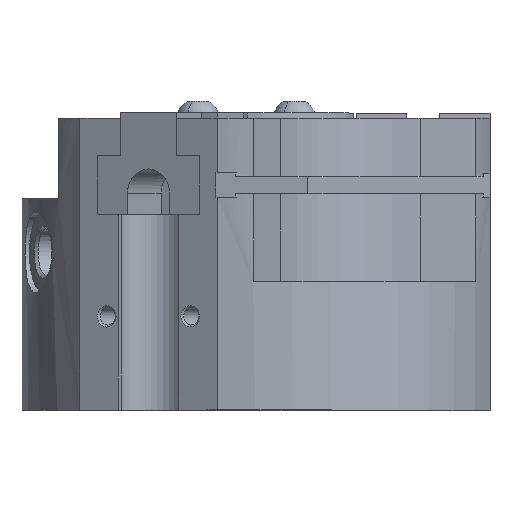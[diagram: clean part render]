
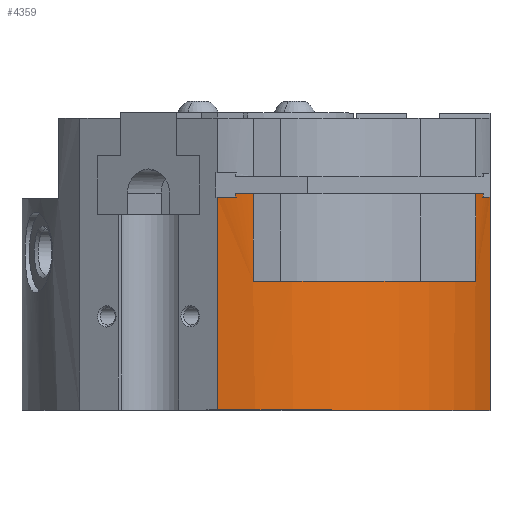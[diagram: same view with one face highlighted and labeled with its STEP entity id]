
A CAD part, top view. The second image highlights one B-rep face of the part: STEP entity #4359.
In plain terms, the highlighted cylindrical face has radius 45 mm (diameter 90 mm), a partial arc.
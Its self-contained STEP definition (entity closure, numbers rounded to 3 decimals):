
#1861 = EDGE_CURVE( '', #1997, #2495, #5278, .T. );
#1909 = EDGE_CURVE( '', #2831, #2701, #5332, .T. );
#1997 = VERTEX_POINT( '', #5430 );
#2213 = EDGE_CURVE( '', #4175, #3487, #5662, .T. );
#2481 = EDGE_CURVE( '', #2917, #4175, #5954, .T. );
#2495 = VERTEX_POINT( '', #5969 );
#2557 = VERTEX_POINT( '', #6039 );
#2701 = VERTEX_POINT( '', #6202 );
#2831 = VERTEX_POINT( '', #6348 );
#2917 = VERTEX_POINT( '', #6438 );
#2965 = VERTEX_POINT( '', #6494 );
#3041 = EDGE_CURVE( '', #3513, #3433, #6575, .T. );
#3309 = EDGE_CURVE( '', #4861, #2495, #6882, .T. );
#3335 = EDGE_CURVE( '', #2701, #2557, #6914, .T. );
#3433 = VERTEX_POINT( '', #7025 );
#3487 = VERTEX_POINT( '', #7084 );
#3513 = VERTEX_POINT( '', #7114 );
#3609 = EDGE_CURVE( '', #3487, #4861, #7216, .T. );
#3925 = EDGE_CURVE( '', #1997, #2965, #7573, .T. );
#4023 = EDGE_CURVE( '', #2965, #2831, #7675, .T. );
#4143 = EDGE_CURVE( '', #3433, #2917, #7807, .T. );
#4175 = VERTEX_POINT( '', #7843 );
#4359 = ADVANCED_FACE( '', ( #8042 ), #8043, .T. );
#4861 = VERTEX_POINT( '', #8611 );
#5041 = EDGE_CURVE( '', #2557, #3513, #8807, .T. );
#5278 = LINE( '', #9132, #9133 );
#5332 = CIRCLE( '', #9211, 45. );
#5430 = CARTESIAN_POINT( '', ( -8.441, 0., 44.201 ) );
#5662 = CIRCLE( '', #9876, 45. );
#5954 = LINE( '', #10382, #10383 );
#5969 = CARTESIAN_POINT( '', ( -8.441, 39.75, 44.201 ) );
#6039 = CARTESIAN_POINT( '', ( 41.243, 40.4, 18. ) );
#6202 = CARTESIAN_POINT( '', ( 41.243, 39.75, 18. ) );
#6348 = CARTESIAN_POINT( '', ( 42.5, 39.75, 14.79 ) );
#6438 = CARTESIAN_POINT( '', ( -1.713, 24., 44.967 ) );
#6494 = CARTESIAN_POINT( '', ( 42.5, 0., 14.79 ) );
#6575 = LINE( '', #11426, #11427 );
#6882 = CIRCLE( '', #11922, 45. );
#6914 = LINE( '', #12024, #12025 );
#7025 = CARTESIAN_POINT( '', ( 39.799, 24., 21. ) );
#7084 = CARTESIAN_POINT( '', ( -5.033, 40.4, 44.718 ) );
#7114 = CARTESIAN_POINT( '', ( 39.799, 40.4, 21. ) );
#7216 = LINE( '', #12469, #12470 );
#7573 = CIRCLE( '', #13118, 45. );
#7675 = LINE( '', #13287, #13288 );
#7807 = CIRCLE( '', #13458, 45. );
#7843 = CARTESIAN_POINT( '', ( -1.713, 40.4, 44.967 ) );
#8042 = FACE_OUTER_BOUND( '', #13921, .T. );
#8043 = CYLINDRICAL_SURFACE( '', #13922, 45. );
#8611 = CARTESIAN_POINT( '', ( -5.033, 39.75, 44.718 ) );
#8807 = CIRCLE( '', #15432, 45. );
#9132 = CARTESIAN_POINT( '', ( -8.441, 0., 44.201 ) );
#9133 = VECTOR( '', #15665, 1. );
#9211 = AXIS2_PLACEMENT_3D( '', #15744, #15745, #15746 );
#9876 = AXIS2_PLACEMENT_3D( '', #16090, #16091, #16092 );
#10382 = CARTESIAN_POINT( '', ( -1.713, 39.25, 44.967 ) );
#10383 = VECTOR( '', #16390, 1. );
#11426 = CARTESIAN_POINT( '', ( 39.799, 39.25, 21. ) );
#11427 = VECTOR( '', #17098, 1. );
#11922 = AXIS2_PLACEMENT_3D( '', #17459, #17460, #17461 );
#12024 = CARTESIAN_POINT( '', ( 41.243, 42., 18. ) );
#12025 = VECTOR( '', #17520, 1. );
#12469 = CARTESIAN_POINT( '', ( -5.033, 42., 44.718 ) );
#12470 = VECTOR( '', #17859, 1. );
#13118 = AXIS2_PLACEMENT_3D( '', #18299, #18300, #18301 );
#13287 = CARTESIAN_POINT( '', ( 42.5, 0., 14.79 ) );
#13288 = VECTOR( '', #18385, 1. );
#13458 = AXIS2_PLACEMENT_3D( '', #18509, #18510, #18511 );
#13921 = EDGE_LOOP( '', ( #18745, #18746, #18747, #18748, #18749, #18750, #18751, #18752, #18753, #18754, #18755, #18756 ) );
#13922 = AXIS2_PLACEMENT_3D( '', #18757, #18758, #18759 );
#15432 = AXIS2_PLACEMENT_3D( '', #19667, #19668, #19669 );
#15665 = DIRECTION( '', ( 0., 1., 0. ) );
#15744 = CARTESIAN_POINT( '', ( 0., 39.75, 0. ) );
#15745 = DIRECTION( '', ( 0., -1., 0. ) );
#15746 = DIRECTION( '', ( -0.188, 0., 0.982 ) );
#16090 = CARTESIAN_POINT( '', ( 0., 40.4, 0. ) );
#16091 = DIRECTION( '', ( 0., -1., 0. ) );
#16092 = DIRECTION( '', ( -0.188, 0., 0.982 ) );
#16390 = DIRECTION( '', ( 0., 1., 0. ) );
#17098 = DIRECTION( '', ( 0., -1., 0. ) );
#17459 = CARTESIAN_POINT( '', ( 0., 39.75, 0. ) );
#17460 = DIRECTION( '', ( 0., -1., 0. ) );
#17461 = DIRECTION( '', ( -0.188, 0., 0.982 ) );
#17520 = DIRECTION( '', ( 0., 1., 0. ) );
#17859 = DIRECTION( '', ( 0., -1., 0. ) );
#18299 = CARTESIAN_POINT( '', ( 0., 0., 0. ) );
#18300 = DIRECTION( '', ( 0., 1., 0. ) );
#18301 = DIRECTION( '', ( -0.188, 0., 0.982 ) );
#18385 = DIRECTION( '', ( 0., 1., 0. ) );
#18509 = CARTESIAN_POINT( '', ( 0., 24., 0. ) );
#18510 = DIRECTION( '', ( 0., -1., 0. ) );
#18511 = DIRECTION( '', ( -0.188, 0., 0.982 ) );
#18745 = ORIENTED_EDGE( '', *, *, #2213, .T. );
#18746 = ORIENTED_EDGE( '', *, *, #3609, .T. );
#18747 = ORIENTED_EDGE( '', *, *, #3309, .T. );
#18748 = ORIENTED_EDGE( '', *, *, #1861, .F. );
#18749 = ORIENTED_EDGE( '', *, *, #3925, .T. );
#18750 = ORIENTED_EDGE( '', *, *, #4023, .T. );
#18751 = ORIENTED_EDGE( '', *, *, #1909, .T. );
#18752 = ORIENTED_EDGE( '', *, *, #3335, .T. );
#18753 = ORIENTED_EDGE( '', *, *, #5041, .T. );
#18754 = ORIENTED_EDGE( '', *, *, #3041, .T. );
#18755 = ORIENTED_EDGE( '', *, *, #4143, .T. );
#18756 = ORIENTED_EDGE( '', *, *, #2481, .T. );
#18757 = CARTESIAN_POINT( '', ( 0., 0., 0. ) );
#18758 = DIRECTION( '', ( 0., -1., 0. ) );
#18759 = DIRECTION( '', ( -0.188, 0., 0.982 ) );
#19667 = CARTESIAN_POINT( '', ( 0., 40.4, 0. ) );
#19668 = DIRECTION( '', ( 0., -1., 0. ) );
#19669 = DIRECTION( '', ( -0.188, 0., 0.982 ) );
